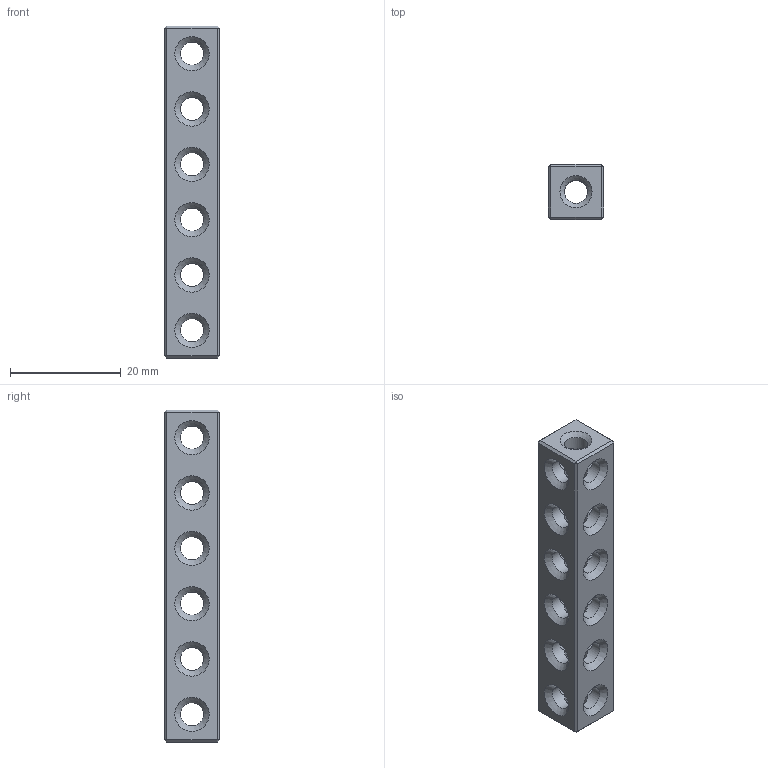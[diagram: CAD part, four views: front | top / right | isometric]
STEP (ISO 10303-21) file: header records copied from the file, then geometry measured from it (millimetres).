
FILE_DESCRIPTION(('FreeCAD Model'),'2;1');
FILE_NAME('Open CASCADE Shape Model','2024-10-01T21:19:05',('Author'),( ''),'Open CASCADE STEP processor 7.7','Ondsel','Unknown');
FILE_SCHEMA(('AUTOMOTIVE_DESIGN { 1 0 10303 214 1 1 1 1 }'));
Length unit declared in the file: millimetre
Products named in the file (1): Body
Bounding box: 10 x 10 x 60 mm (x, y, z)
Volume: 3916.6 mm3; surface area: 3476.3 mm2
Topology: 1 solids, 1 shells, 83 faces, 277 edges, 172 vertices
Faces by surface type: cylinder 31, plane 26, cone 26
Full cylindrical faces by diameter (mm): 4.2 x31
Entity records: 3201 total; most frequent: DIRECTION 617, ORIENTED_EDGE 554, CARTESIAN_POINT 533, EDGE_CURVE 277, AXIS2_PLACEMENT_3D 256, VERTEX_POINT 172, ELLIPSE 120, FACE_BOUND 109
